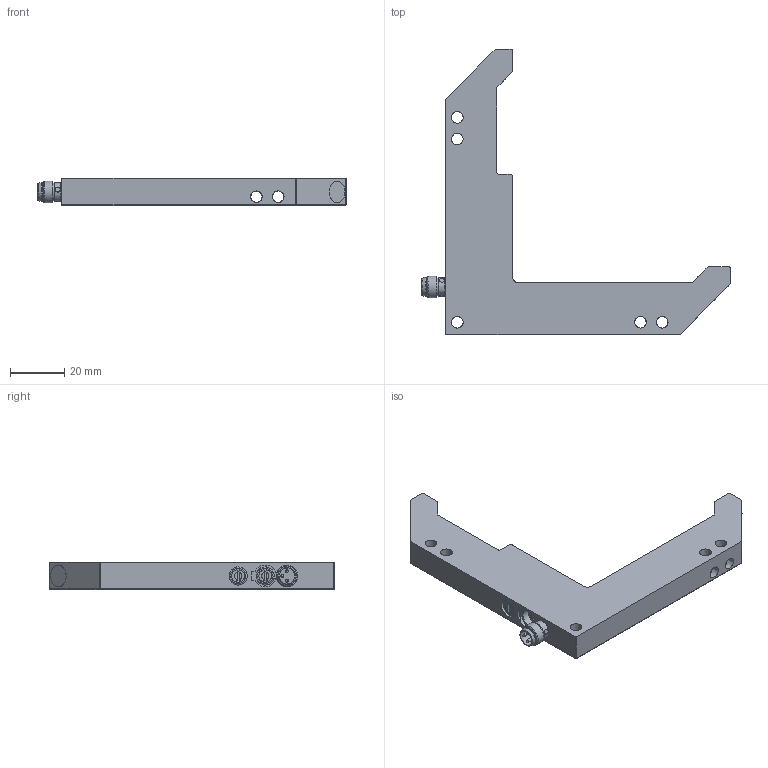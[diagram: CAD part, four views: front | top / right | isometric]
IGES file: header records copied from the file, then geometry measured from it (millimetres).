
Global section: file name: OGL 08x G3-T3; native system: Autodesk Inventor 2019; preprocessor: unknown; author: C. Kuhn; organization: di-soric GmbH & Co. KG; date: 20181119.073507; units: millimetre
Bounding box: 113.5 x 105 x 10 mm (x, y, z)
Volume: 35318.5 mm3; surface area: 13360.4 mm2
Topology: 5 solids, 5 shells, 254 faces, 621 edges, 404 vertices
Faces by surface type: bspline 254
